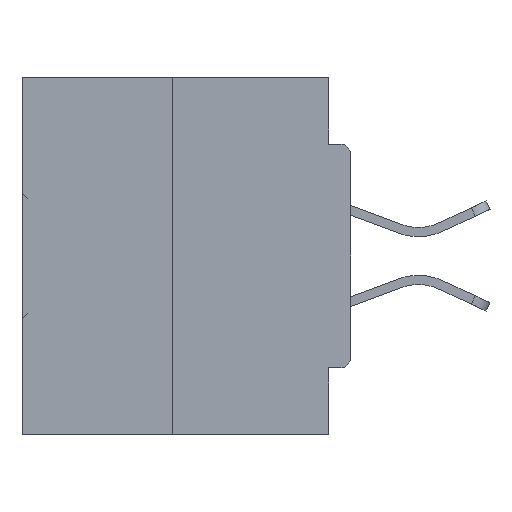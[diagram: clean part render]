
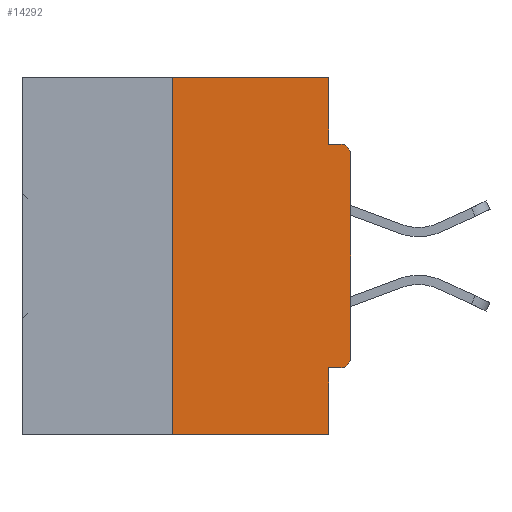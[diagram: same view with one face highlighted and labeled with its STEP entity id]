
A CAD part, left-side view. The second image highlights one B-rep face of the part: STEP entity #14292.
In plain terms, the highlighted planar face has unit normal (-1, 0, 0).
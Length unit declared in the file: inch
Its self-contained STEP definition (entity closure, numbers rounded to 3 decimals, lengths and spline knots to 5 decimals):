
#157 = CARTESIAN_POINT ( 'NONE',  ( 0., 0.25, -0.5 ) ) ;
#502 = CARTESIAN_POINT ( 'NONE',  ( 0., 0.031, -0.0935 ) ) ;
#1073 = EDGE_CURVE ( 'NONE', #31904, #28786, #38616, .T. ) ;
#1764 = DIRECTION ( 'NONE',  ( 0., 0., -1. ) ) ;
#2046 = CARTESIAN_POINT ( 'NONE',  ( 0., 0.015, -0.3915 ) ) ;
#2677 = CARTESIAN_POINT ( 'NONE',  ( 0., 0., -0.3915 ) ) ;
#3256 = LINE ( 'NONE', #44997, #6766 ) ;
#3806 = CARTESIAN_POINT ( 'NONE',  ( 0., 0., 0. ) ) ;
#5197 = VERTEX_POINT ( 'NONE', #6734 ) ;
#5797 = DIRECTION ( 'NONE',  ( 0., 0., 1. ) ) ;
#5995 = ORIENTED_EDGE ( 'NONE', *, *, #13471, .F. ) ;
#6115 = VERTEX_POINT ( 'NONE', #21819 ) ;
#6734 = CARTESIAN_POINT ( 'NONE',  ( 0., 0., -0.1085 ) ) ;
#6766 = VECTOR ( 'NONE', #11692, 39.37008 ) ;
#6946 = ORIENTED_EDGE ( 'NONE', *, *, #34785, .T. ) ;
#7000 = EDGE_CURVE ( 'NONE', #29256, #6115, #20122, .T. ) ;
#7107 = AXIS2_PLACEMENT_3D ( 'NONE', #34104, #16031, #11982 ) ;
#8524 = ORIENTED_EDGE ( 'NONE', *, *, #28725, .F. ) ;
#9268 = VERTEX_POINT ( 'NONE', #25947 ) ;
#9651 = PLANE ( 'NONE',  #25132 ) ;
#10409 = FACE_OUTER_BOUND ( 'NONE', #47365, .T. ) ;
#10549 = CARTESIAN_POINT ( 'NONE',  ( 0., 0.015, -0.4065 ) ) ;
#11692 = DIRECTION ( 'NONE',  ( 0., -1., 0. ) ) ;
#11982 = DIRECTION ( 'NONE',  ( 0., 0., -1. ) ) ;
#12017 = VERTEX_POINT ( 'NONE', #31540 ) ;
#13471 = EDGE_CURVE ( 'NONE', #36049, #41999, #34165, .T. ) ;
#13819 = LINE ( 'NONE', #43356, #35767 ) ;
#14292 = ADVANCED_FACE ( 'NONE', ( #10409 ), #9651, .F. ) ;
#14550 = CARTESIAN_POINT ( 'NONE',  ( 0., 0., -0.4065 ) ) ;
#15467 = LINE ( 'NONE', #3806, #39191 ) ;
#16031 = DIRECTION ( 'NONE',  ( -1., 0., 0. ) ) ;
#16215 = DIRECTION ( 'NONE',  ( 0., 0., -1. ) ) ;
#16249 = EDGE_CURVE ( 'NONE', #41999, #31904, #3256, .T. ) ;
#16751 = CARTESIAN_POINT ( 'NONE',  ( 0., 0.25, 0. ) ) ;
#17591 = ORIENTED_EDGE ( 'NONE', *, *, #1073, .F. ) ;
#20122 = LINE ( 'NONE', #14550, #36891 ) ;
#20123 = CARTESIAN_POINT ( 'NONE',  ( 0., 0.46, 0. ) ) ;
#20361 = CARTESIAN_POINT ( 'NONE',  ( 0., 0.031, 0. ) ) ;
#20511 = CARTESIAN_POINT ( 'NONE',  ( 0., 0.46, -0.5 ) ) ;
#21309 = ORIENTED_EDGE ( 'NONE', *, *, #7000, .F. ) ;
#21625 = EDGE_CURVE ( 'NONE', #5197, #9268, #30368, .T. ) ;
#21795 = CARTESIAN_POINT ( 'NONE',  ( 0., 0.031, 0. ) ) ;
#21819 = CARTESIAN_POINT ( 'NONE',  ( 0., 0.031, -0.4065 ) ) ;
#23340 = CARTESIAN_POINT ( 'NONE',  ( 0., 0.25, 0. ) ) ;
#25132 = AXIS2_PLACEMENT_3D ( 'NONE', #20123, #31603, #1764 ) ;
#25947 = CARTESIAN_POINT ( 'NONE',  ( 0., 0.015, -0.0935 ) ) ;
#26230 = EDGE_CURVE ( 'NONE', #29256, #29874, #42616, .T. ) ;
#28725 = EDGE_CURVE ( 'NONE', #6115, #12017, #13819, .T. ) ;
#28786 = VERTEX_POINT ( 'NONE', #502 ) ;
#29256 = VERTEX_POINT ( 'NONE', #10549 ) ;
#29423 = EDGE_CURVE ( 'NONE', #29874, #5197, #15467, .T. ) ;
#29769 = DIRECTION ( 'NONE',  ( 0., 0., 1. ) ) ;
#29874 = VERTEX_POINT ( 'NONE', #2677 ) ;
#30368 = CIRCLE ( 'NONE', #7107, 0.015 ) ;
#31540 = CARTESIAN_POINT ( 'NONE',  ( 0., 0.031, -0.5 ) ) ;
#31603 = DIRECTION ( 'NONE',  ( 1., 0., 0. ) ) ;
#31904 = VERTEX_POINT ( 'NONE', #21795 ) ;
#32263 = ORIENTED_EDGE ( 'NONE', *, *, #26230, .T. ) ;
#32275 = AXIS2_PLACEMENT_3D ( 'NONE', #2046, #38387, #16215 ) ;
#34104 = CARTESIAN_POINT ( 'NONE',  ( 0., 0.015, -0.1085 ) ) ;
#34165 = LINE ( 'NONE', #16751, #36511 ) ;
#34785 = EDGE_CURVE ( 'NONE', #36049, #12017, #36584, .T. ) ;
#35385 = DIRECTION ( 'NONE',  ( 0., -1., 0. ) ) ;
#35543 = DIRECTION ( 'NONE',  ( 0., 0., -1. ) ) ;
#35767 = VECTOR ( 'NONE', #35543, 39.37008 ) ;
#36049 = VERTEX_POINT ( 'NONE', #157 ) ;
#36235 = EDGE_CURVE ( 'NONE', #28786, #9268, #39352, .T. ) ;
#36245 = ORIENTED_EDGE ( 'NONE', *, *, #16249, .F. ) ;
#36511 = VECTOR ( 'NONE', #5797, 39.37008 ) ;
#36584 = LINE ( 'NONE', #20511, #44716 ) ;
#36891 = VECTOR ( 'NONE', #40701, 39.37008 ) ;
#38387 = DIRECTION ( 'NONE',  ( -1., 0., 0. ) ) ;
#38616 = LINE ( 'NONE', #20361, #45565 ) ;
#38705 = DIRECTION ( 'NONE',  ( 0., -1., 0. ) ) ;
#39060 = ORIENTED_EDGE ( 'NONE', *, *, #21625, .T. ) ;
#39115 = ORIENTED_EDGE ( 'NONE', *, *, #36235, .F. ) ;
#39191 = VECTOR ( 'NONE', #29769, 39.37008 ) ;
#39352 = LINE ( 'NONE', #45944, #46271 ) ;
#39852 = ORIENTED_EDGE ( 'NONE', *, *, #29423, .T. ) ;
#40701 = DIRECTION ( 'NONE',  ( 0., 1., 0. ) ) ;
#41999 = VERTEX_POINT ( 'NONE', #23340 ) ;
#42616 = CIRCLE ( 'NONE', #32275, 0.015 ) ;
#43356 = CARTESIAN_POINT ( 'NONE',  ( 0., 0.031, -0.5 ) ) ;
#44716 = VECTOR ( 'NONE', #35385, 39.37008 ) ;
#44997 = CARTESIAN_POINT ( 'NONE',  ( 0., 0.46, 0. ) ) ;
#45565 = VECTOR ( 'NONE', #46579, 39.37008 ) ;
#45944 = CARTESIAN_POINT ( 'NONE',  ( 0., 0., -0.0935 ) ) ;
#46271 = VECTOR ( 'NONE', #38705, 39.37008 ) ;
#46579 = DIRECTION ( 'NONE',  ( 0., 0., -1. ) ) ;
#47365 = EDGE_LOOP ( 'NONE', ( #36245, #5995, #6946, #8524, #21309, #32263, #39852, #39060, #39115, #17591 ) ) ;
